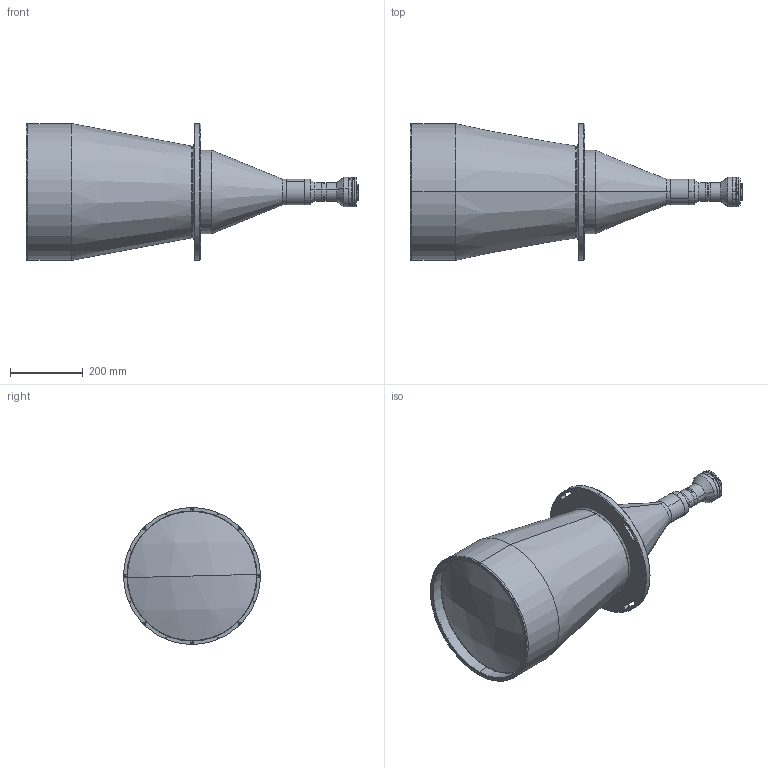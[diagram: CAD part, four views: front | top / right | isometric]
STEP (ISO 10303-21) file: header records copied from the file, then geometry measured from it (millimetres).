
FILE_DESCRIPTION (( 'STEP AP203' ), '1' );
FILE_NAME ('XF-PTL35032-F.STEP', '2019-07-20T02:14:03', ( 'puyufan' ), ( '' ), 'SwSTEP 2.0', 'SolidWorks 2014', '' );
FILE_SCHEMA (( 'CONFIG_CONTROL_DESIGN' ));
Length unit declared in the file: millimetre
Products named in the file (1): XF-PTL35032-F
Bounding box: 912.46 x 376 x 376 mm (x, y, z)
Surface area: 1015972.7 mm2 (no closed solid volume)
Topology: 0 solids, 54 shells, 295 faces, 1415 edges, 1155 vertices
Faces by surface type: cylinder 148, plane 84, cone 36, torus 22, sphere 4, bspline 1
Entity records: 18743 total; most frequent: CARTESIAN_POINT 7394, DIRECTION 2399, ORIENTED_EDGE 1956, EDGE_CURVE 1405, VERTEX_POINT 1155, AXIS2_PLACEMENT_3D 931, CIRCLE 636, VECTOR 537
